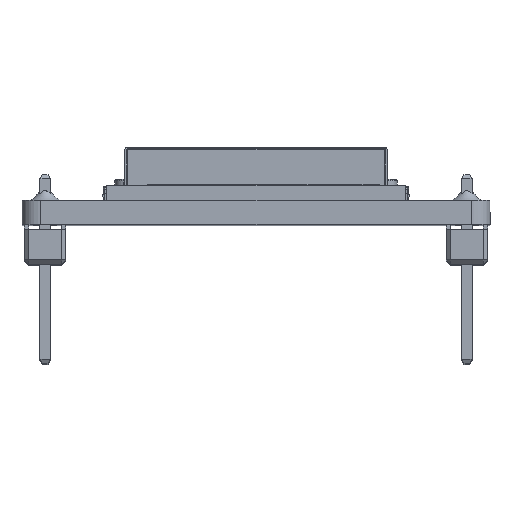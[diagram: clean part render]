
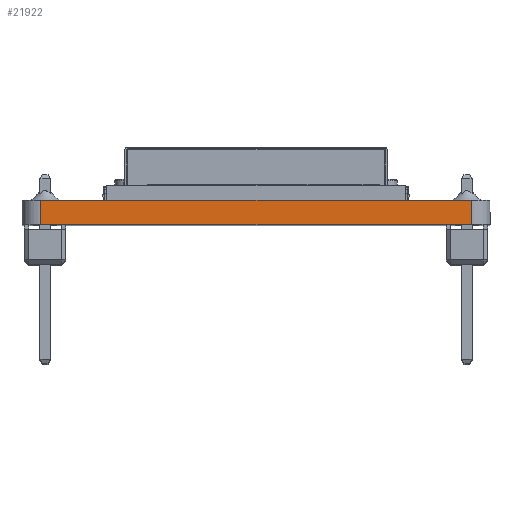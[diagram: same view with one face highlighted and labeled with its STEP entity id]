
A CAD part, top view. The second image highlights one B-rep face of the part: STEP entity #21922.
In plain terms, the highlighted planar face has unit normal (0, 0, 1).
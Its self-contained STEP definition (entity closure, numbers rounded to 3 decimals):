
#4131 = AXIS2_PLACEMENT_3D ( 'NONE', #169790, #61223, #124300 ) ;
#5545 = ORIENTED_EDGE ( 'NONE', *, *, #45637, .F. ) ;
#13508 = PLANE ( 'NONE',  #4131 ) ;
#16362 = LINE ( 'NONE', #79571, #160772 ) ;
#21922 = ADVANCED_FACE ( 'NONE', ( #140801 ), #13508, .T. ) ;
#28918 = LINE ( 'NONE', #64092, #95359 ) ;
#33553 = LINE ( 'NONE', #96596, #102119 ) ;
#33995 = DIRECTION ( 'NONE',  ( 1., 0., 0. ) ) ;
#34568 = DIRECTION ( 'NONE',  ( 0., 1., 0. ) ) ;
#41263 = CARTESIAN_POINT ( 'NONE',  ( -12.957, 2.4, 25.9 ) ) ;
#45637 = EDGE_CURVE ( 'NONE', #61496, #179870, #28918, .T. ) ;
#46156 = ORIENTED_EDGE ( 'NONE', *, *, #156668, .T. ) ;
#52766 = CARTESIAN_POINT ( 'NONE',  ( -12.957, 3.85, 25.9 ) ) ;
#61223 = DIRECTION ( 'NONE',  ( 0., 0., 1. ) ) ;
#61496 = VERTEX_POINT ( 'NONE', #52766 ) ;
#64092 = CARTESIAN_POINT ( 'NONE',  ( -12.957, 3.85, 25.9 ) ) ;
#75008 = EDGE_CURVE ( 'NONE', #178386, #61496, #84787, .T. ) ;
#77018 = ORIENTED_EDGE ( 'NONE', *, *, #160394, .T. ) ;
#79571 = CARTESIAN_POINT ( 'NONE',  ( -12.957, 2.4, 25.9 ) ) ;
#84787 = LINE ( 'NONE', #41263, #138359 ) ;
#85005 = CARTESIAN_POINT ( 'NONE',  ( -12.957, 2.4, 25.9 ) ) ;
#85662 = ORIENTED_EDGE ( 'NONE', *, *, #75008, .F. ) ;
#95359 = VECTOR ( 'NONE', #108484, 1000. ) ;
#96596 = CARTESIAN_POINT ( 'NONE',  ( 12.957, 2.4, 25.9 ) ) ;
#102119 = VECTOR ( 'NONE', #34568, 1000. ) ;
#108484 = DIRECTION ( 'NONE',  ( 1., 0., 0. ) ) ;
#116633 = CARTESIAN_POINT ( 'NONE',  ( 12.957, 2.4, 25.9 ) ) ;
#124300 = DIRECTION ( 'NONE',  ( 1., 0., 0. ) ) ;
#136434 = DIRECTION ( 'NONE',  ( 0., 1., 0. ) ) ;
#138359 = VECTOR ( 'NONE', #136434, 1000. ) ;
#140801 = FACE_OUTER_BOUND ( 'NONE', #164717, .T. ) ;
#141872 = VERTEX_POINT ( 'NONE', #116633 ) ;
#156668 = EDGE_CURVE ( 'NONE', #178386, #141872, #16362, .T. ) ;
#160394 = EDGE_CURVE ( 'NONE', #141872, #179870, #33553, .T. ) ;
#160772 = VECTOR ( 'NONE', #33995, 1000. ) ;
#164717 = EDGE_LOOP ( 'NONE', ( #5545, #85662, #46156, #77018 ) ) ;
#169790 = CARTESIAN_POINT ( 'NONE',  ( -12.957, 2.4, 25.9 ) ) ;
#178386 = VERTEX_POINT ( 'NONE', #85005 ) ;
#179870 = VERTEX_POINT ( 'NONE', #202726 ) ;
#202726 = CARTESIAN_POINT ( 'NONE',  ( 12.957, 3.85, 25.9 ) ) ;
